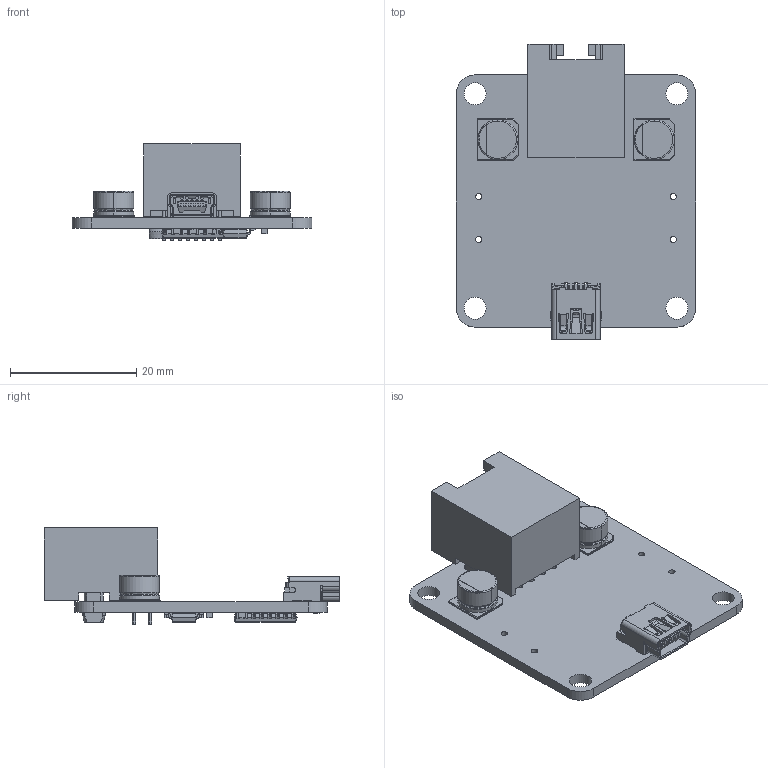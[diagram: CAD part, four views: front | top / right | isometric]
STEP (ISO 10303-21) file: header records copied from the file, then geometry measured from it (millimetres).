
FILE_DESCRIPTION(('Open CASCADE Model'),'2;1');
FILE_NAME('Open CASCADE Shape Model','2021-05-29T02:52:03',('Author'),( 'Open CASCADE'),'Open CASCADE STEP processor 6.8','Open CASCADE 6.8' ,'Unknown');
FILE_SCHEMA(('AUTOMOTIVE_DESIGN { 1 0 10303 214 1 1 1 1 }'));
Length unit declared in the file: millimetre
Products named in the file (25): PCB; Board; Open CASCADE STEP translator 6.8 8.1.1; C2; Cap,_elec,_6.3x4.2; U1; User_Library-sop16-1; U2; J2; 548190519; Open CASCADE STEP translator 6.8 8.5.1.1; Open CASCADE STEP translator 6.8 8.5.1.2; J1; s54601-908wplf; C4; CAP_0603; C1; C7; C6; C9; C5; C3; C8
Assembly tree (34 placements, depth 4):
  PCB
    Board
      Open CASCADE STEP translator 6.8 8.1.1
    C2
      Cap,_elec,_6.3x4.2
      Cap,_elec,_6.3x4.2
      Cap,_elec,_6.3x4.2
    U1
      User_Library-sop16-1
    U2
      User_Library-sop16-1
    J2
      548190519
        Open CASCADE STEP translator 6.8 8.5.1.1
        Open CASCADE STEP translator 6.8 8.5.1.2
    J1
      s54601-908wplf
    C4
      CAP_0603
    C1
      Cap,_elec,_6.3x4.2
      Cap,_elec,_6.3x4.2
      Cap,_elec,_6.3x4.2
    C7
      CAP_0603
    C6
      CAP_0603
    C9
      CAP_0603
    C5
      CAP_0603
    C3
      CAP_0603
    C8
      CAP_0603
Bounding box: 38 x 46.88 x 15.25 mm (x, y, z)
Volume: 4886.6 mm3; surface area: 6904.2 mm2
Topology: 18 solids, 18 shells, 1567 faces, 3866 edges, 2346 vertices
Faces by surface type: plane 1149, cylinder 324, bspline 38, sphere 28, cone 16, torus 12
Full cylindrical faces by diameter (mm): 0.9 x8, 1 x4, 3.25 x2, 3.5 x4
Entity records: 36700 total; most frequent: CARTESIAN_POINT 7684, ORIENTED_EDGE 5344, DIRECTION 5157, EDGE_CURVE 2672, LINE 2097, VECTOR 2097, VERTEX_POINT 1644, AXIS2_PLACEMENT_3D 1530
